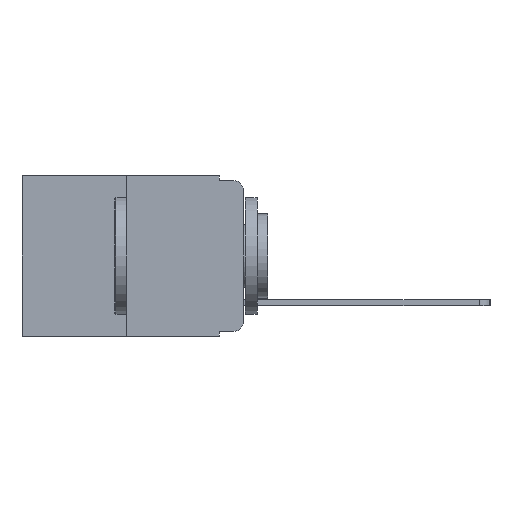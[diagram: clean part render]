
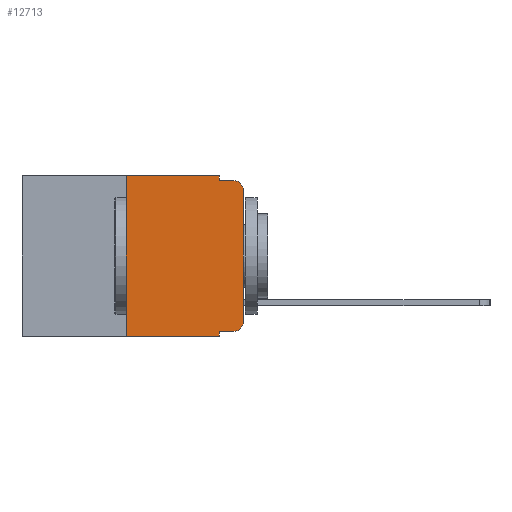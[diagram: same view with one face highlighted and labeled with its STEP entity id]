
A CAD part, left-side view. The second image highlights one B-rep face of the part: STEP entity #12713.
In plain terms, the highlighted planar face has unit normal (-1, 0, 0).
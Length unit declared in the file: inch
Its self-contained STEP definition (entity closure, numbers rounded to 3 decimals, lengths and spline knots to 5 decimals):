
#156 = EDGE_CURVE ( 'NONE', #2248, #10260, #1355, .T. ) ;
#205 = CARTESIAN_POINT ( 'NONE',  ( 0., 0.25, 0. ) ) ;
#251 = LINE ( 'NONE', #13419, #618 ) ;
#379 = DIRECTION ( 'NONE',  ( 0., -1., 0. ) ) ;
#397 = DIRECTION ( 'NONE',  ( 0., 0., -1. ) ) ;
#453 = AXIS2_PLACEMENT_3D ( 'NONE', #10448, #3492, #11557 ) ;
#618 = VECTOR ( 'NONE', #13492, 39.37008 ) ;
#895 = CARTESIAN_POINT ( 'NONE',  ( 0., 0.02, -0.313 ) ) ;
#1128 = EDGE_CURVE ( 'NONE', #2734, #2248, #9082, .T. ) ;
#1355 = CIRCLE ( 'NONE', #11561, 0.02 ) ;
#1368 = VECTOR ( 'NONE', #379, 39.37008 ) ;
#1374 = ORIENTED_EDGE ( 'NONE', *, *, #3981, .F. ) ;
#1520 = CARTESIAN_POINT ( 'NONE',  ( 0., 0.25, 0. ) ) ;
#1558 = CARTESIAN_POINT ( 'NONE',  ( 0., 0.051, 0. ) ) ;
#1737 = ORIENTED_EDGE ( 'NONE', *, *, #1128, .T. ) ;
#1857 = CARTESIAN_POINT ( 'NONE',  ( 0., 0., 0. ) ) ;
#1974 = LINE ( 'NONE', #1857, #13785 ) ;
#2248 = VERTEX_POINT ( 'NONE', #11610 ) ;
#2441 = CARTESIAN_POINT ( 'NONE',  ( 0., 0.051, -0.333 ) ) ;
#2734 = VERTEX_POINT ( 'NONE', #9123 ) ;
#2737 = VERTEX_POINT ( 'NONE', #1520 ) ;
#2823 = VECTOR ( 'NONE', #4900, 39.37008 ) ;
#3053 = DIRECTION ( 'NONE',  ( 0., 0., 1. ) ) ;
#3150 = VECTOR ( 'NONE', #14391, 39.37008 ) ;
#3492 = DIRECTION ( 'NONE',  ( -1., 0., 0. ) ) ;
#3873 = DIRECTION ( 'NONE',  ( 0., 0., -1. ) ) ;
#3981 = EDGE_CURVE ( 'NONE', #2734, #8977, #251, .T. ) ;
#4032 = CARTESIAN_POINT ( 'NONE',  ( 0., 0.051, 0. ) ) ;
#4177 = CIRCLE ( 'NONE', #453, 0.02 ) ;
#4195 = CARTESIAN_POINT ( 'NONE',  ( 0., 0.051, -0.01 ) ) ;
#4323 = ORIENTED_EDGE ( 'NONE', *, *, #10981, .F. ) ;
#4854 = LINE ( 'NONE', #1558, #13883 ) ;
#4859 = ORIENTED_EDGE ( 'NONE', *, *, #7149, .T. ) ;
#4900 = DIRECTION ( 'NONE',  ( 0., -1., 0. ) ) ;
#5058 = CARTESIAN_POINT ( 'NONE',  ( 0., 0.473, 0. ) ) ;
#5086 = VECTOR ( 'NONE', #9648, 39.37008 ) ;
#5192 = EDGE_CURVE ( 'NONE', #5298, #8080, #12304, .T. ) ;
#5298 = VERTEX_POINT ( 'NONE', #14597 ) ;
#5635 = ORIENTED_EDGE ( 'NONE', *, *, #156, .T. ) ;
#5706 = CARTESIAN_POINT ( 'NONE',  ( 0., 0.25, -0.343 ) ) ;
#5815 = ORIENTED_EDGE ( 'NONE', *, *, #8842, .F. ) ;
#5991 = ORIENTED_EDGE ( 'NONE', *, *, #8682, .T. ) ;
#6591 = VECTOR ( 'NONE', #12875, 39.37008 ) ;
#7149 = EDGE_CURVE ( 'NONE', #10260, #10405, #1974, .T. ) ;
#7284 = LINE ( 'NONE', #8610, #1368 ) ;
#7398 = CARTESIAN_POINT ( 'NONE',  ( 0., 0.473, -0.343 ) ) ;
#7461 = DIRECTION ( 'NONE',  ( 1., 0., 0. ) ) ;
#7528 = CARTESIAN_POINT ( 'NONE',  ( 0., 0., -0.03 ) ) ;
#7623 = EDGE_CURVE ( 'NONE', #12544, #8977, #11228, .T. ) ;
#7691 = VERTEX_POINT ( 'NONE', #4032 ) ;
#7850 = ORIENTED_EDGE ( 'NONE', *, *, #10037, .F. ) ;
#8080 = VERTEX_POINT ( 'NONE', #12661 ) ;
#8610 = CARTESIAN_POINT ( 'NONE',  ( 0., 0.473, 0. ) ) ;
#8682 = EDGE_CURVE ( 'NONE', #10405, #8080, #4177, .T. ) ;
#8842 = EDGE_CURVE ( 'NONE', #12544, #2737, #9660, .T. ) ;
#8977 = VERTEX_POINT ( 'NONE', #9866 ) ;
#9082 = LINE ( 'NONE', #2441, #2823 ) ;
#9123 = CARTESIAN_POINT ( 'NONE',  ( 0., 0.051, -0.333 ) ) ;
#9444 = ORIENTED_EDGE ( 'NONE', *, *, #5192, .F. ) ;
#9648 = DIRECTION ( 'NONE',  ( 0., -1., 0. ) ) ;
#9660 = LINE ( 'NONE', #205, #6591 ) ;
#9711 = PLANE ( 'NONE',  #11472 ) ;
#9866 = CARTESIAN_POINT ( 'NONE',  ( 0., 0.051, -0.343 ) ) ;
#10037 = EDGE_CURVE ( 'NONE', #2737, #7691, #7284, .T. ) ;
#10260 = VERTEX_POINT ( 'NONE', #11233 ) ;
#10405 = VERTEX_POINT ( 'NONE', #7528 ) ;
#10448 = CARTESIAN_POINT ( 'NONE',  ( 0., 0.02, -0.03 ) ) ;
#10981 = EDGE_CURVE ( 'NONE', #7691, #5298, #4854, .T. ) ;
#11228 = LINE ( 'NONE', #7398, #5086 ) ;
#11233 = CARTESIAN_POINT ( 'NONE',  ( 0., 0., -0.313 ) ) ;
#11472 = AXIS2_PLACEMENT_3D ( 'NONE', #5058, #7461, #397 ) ;
#11557 = DIRECTION ( 'NONE',  ( 0., 0., -1. ) ) ;
#11561 = AXIS2_PLACEMENT_3D ( 'NONE', #895, #12387, #12555 ) ;
#11610 = CARTESIAN_POINT ( 'NONE',  ( 0., 0.02, -0.333 ) ) ;
#12304 = LINE ( 'NONE', #4195, #3150 ) ;
#12387 = DIRECTION ( 'NONE',  ( -1., 0., 0. ) ) ;
#12544 = VERTEX_POINT ( 'NONE', #5706 ) ;
#12555 = DIRECTION ( 'NONE',  ( 0., 0., -1. ) ) ;
#12661 = CARTESIAN_POINT ( 'NONE',  ( 0., 0.02, -0.01 ) ) ;
#12713 = ADVANCED_FACE ( 'NONE', ( #13328 ), #9711, .F. ) ;
#12875 = DIRECTION ( 'NONE',  ( 0., 0., 1. ) ) ;
#13328 = FACE_OUTER_BOUND ( 'NONE', #14608, .T. ) ;
#13419 = CARTESIAN_POINT ( 'NONE',  ( 0., 0.051, 0. ) ) ;
#13492 = DIRECTION ( 'NONE',  ( 0., 0., -1. ) ) ;
#13785 = VECTOR ( 'NONE', #3053, 39.37008 ) ;
#13883 = VECTOR ( 'NONE', #3873, 39.37008 ) ;
#14391 = DIRECTION ( 'NONE',  ( 0., -1., 0. ) ) ;
#14597 = CARTESIAN_POINT ( 'NONE',  ( 0., 0.051, -0.01 ) ) ;
#14608 = EDGE_LOOP ( 'NONE', ( #4859, #5991, #9444, #4323, #7850, #5815, #14775, #1374, #1737, #5635 ) ) ;
#14775 = ORIENTED_EDGE ( 'NONE', *, *, #7623, .T. ) ;
